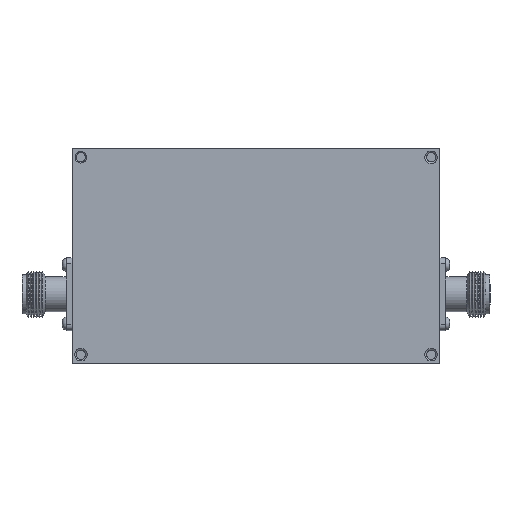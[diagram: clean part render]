
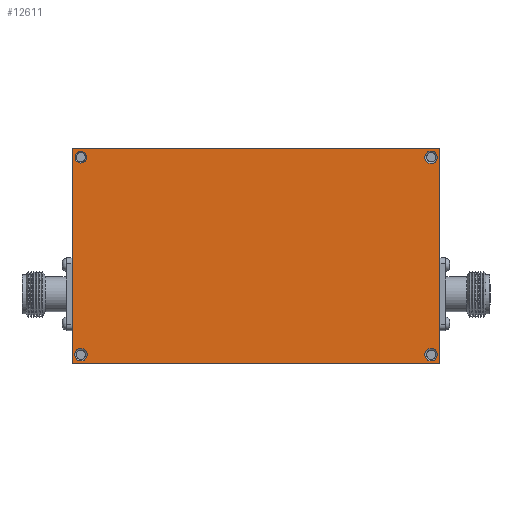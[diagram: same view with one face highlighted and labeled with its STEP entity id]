
A CAD part, front view. The second image highlights one B-rep face of the part: STEP entity #12611.
In plain terms, the highlighted planar face has unit normal (0, -1, 0).
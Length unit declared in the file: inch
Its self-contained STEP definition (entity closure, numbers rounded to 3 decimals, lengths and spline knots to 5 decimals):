
#93 = ORIENTED_EDGE ( 'NONE', *, *, #4566, .T. ) ;
#217 = ORIENTED_EDGE ( 'NONE', *, *, #15749, .T. ) ;
#440 = EDGE_CURVE ( 'NONE', #4240, #10625, #10746, .T. ) ;
#509 = DIRECTION ( 'NONE',  ( 0., 0., 1. ) ) ;
#529 = CARTESIAN_POINT ( 'NONE',  ( -2.36, -1.38, -1.33 ) ) ;
#689 = EDGE_CURVE ( 'NONE', #3868, #10105, #6448, .T. ) ;
#763 = CARTESIAN_POINT ( 'NONE',  ( -2.36, -1.38, 1.25258 ) ) ;
#1019 = VECTOR ( 'NONE', #6931, 39.37008 ) ;
#1211 = VERTEX_POINT ( 'NONE', #7457 ) ;
#1827 = CIRCLE ( 'NONE', #14377, 0.08371 ) ;
#1899 = FACE_OUTER_BOUND ( 'NONE', #15310, .T. ) ;
#2081 = DIRECTION ( 'NONE',  ( 0., 0., 1. ) ) ;
#2234 = CARTESIAN_POINT ( 'NONE',  ( 2.36, -1.38, -1.41371 ) ) ;
#2445 = AXIS2_PLACEMENT_3D ( 'NONE', #7408, #18040, #8952 ) ;
#2633 = EDGE_LOOP ( 'NONE', ( #16329, #8717 ) ) ;
#3868 = VERTEX_POINT ( 'NONE', #9575 ) ;
#3943 = VERTEX_POINT ( 'NONE', #12780 ) ;
#4038 = CARTESIAN_POINT ( 'NONE',  ( -2.48, -1.38, 1.455 ) ) ;
#4240 = VERTEX_POINT ( 'NONE', #7542 ) ;
#4566 = EDGE_CURVE ( 'NONE', #11290, #11506, #15250, .T. ) ;
#5017 = CARTESIAN_POINT ( 'NONE',  ( 2.36, -1.38, -1.24629 ) ) ;
#5397 = CARTESIAN_POINT ( 'NONE',  ( -2.48, -1.38, -1.455 ) ) ;
#5662 = CARTESIAN_POINT ( 'NONE',  ( 2.36, -1.38, -1.33 ) ) ;
#5817 = ORIENTED_EDGE ( 'NONE', *, *, #15047, .F. ) ;
#5893 = DIRECTION ( 'NONE',  ( 0., 0., 1. ) ) ;
#5942 = FACE_BOUND ( 'NONE', #10344, .T. ) ;
#6415 = EDGE_CURVE ( 'NONE', #17671, #4240, #11773, .T. ) ;
#6448 = CIRCLE ( 'NONE', #16400, 0.07742 ) ;
#6504 = CARTESIAN_POINT ( 'NONE',  ( 2.48, -1.38, -1.455 ) ) ;
#6725 = CIRCLE ( 'NONE', #19027, 0.08371 ) ;
#6821 = EDGE_CURVE ( 'NONE', #16074, #17671, #17211, .T. ) ;
#6931 = DIRECTION ( 'NONE',  ( -1., 0., 0. ) ) ;
#7189 = CARTESIAN_POINT ( 'NONE',  ( -2.36, -1.38, -1.33 ) ) ;
#7193 = DIRECTION ( 'NONE',  ( 0., 0., 1. ) ) ;
#7408 = CARTESIAN_POINT ( 'NONE',  ( 2.36, -1.38, -1.33 ) ) ;
#7457 = CARTESIAN_POINT ( 'NONE',  ( -2.36, -1.38, -1.24629 ) ) ;
#7505 = CARTESIAN_POINT ( 'NONE',  ( 0., -1.38, 0. ) ) ;
#7542 = CARTESIAN_POINT ( 'NONE',  ( -2.48, -1.38, 1.455 ) ) ;
#7660 = DIRECTION ( 'NONE',  ( 0., -1., 0. ) ) ;
#8013 = DIRECTION ( 'NONE',  ( 0., -1., 0. ) ) ;
#8091 = AXIS2_PLACEMENT_3D ( 'NONE', #529, #11192, #2081 ) ;
#8393 = CARTESIAN_POINT ( 'NONE',  ( 2.36, -1.38, 1.33 ) ) ;
#8418 = EDGE_CURVE ( 'NONE', #1211, #3943, #15251, .T. ) ;
#8419 = ORIENTED_EDGE ( 'NONE', *, *, #6415, .F. ) ;
#8467 = EDGE_LOOP ( 'NONE', ( #93, #11295 ) ) ;
#8616 = DIRECTION ( 'NONE',  ( 1., 0., 0. ) ) ;
#8717 = ORIENTED_EDGE ( 'NONE', *, *, #13075, .T. ) ;
#8735 = DIRECTION ( 'NONE',  ( 0., 0., 1. ) ) ;
#8952 = DIRECTION ( 'NONE',  ( 0., 0., 1. ) ) ;
#9027 = DIRECTION ( 'NONE',  ( 0., 0., -1. ) ) ;
#9575 = CARTESIAN_POINT ( 'NONE',  ( -2.36, -1.38, 1.40742 ) ) ;
#9645 = DIRECTION ( 'NONE',  ( 0., 1., 0. ) ) ;
#9735 = VECTOR ( 'NONE', #11105, 39.37008 ) ;
#9935 = DIRECTION ( 'NONE',  ( 0., 0., 1. ) ) ;
#9979 = ORIENTED_EDGE ( 'NONE', *, *, #689, .F. ) ;
#10105 = VERTEX_POINT ( 'NONE', #763 ) ;
#10344 = EDGE_LOOP ( 'NONE', ( #5817, #9979 ) ) ;
#10625 = VERTEX_POINT ( 'NONE', #18759 ) ;
#10666 = VERTEX_POINT ( 'NONE', #2234 ) ;
#10746 = LINE ( 'NONE', #4038, #14303 ) ;
#10953 = FACE_BOUND ( 'NONE', #2633, .T. ) ;
#11105 = DIRECTION ( 'NONE',  ( 0., 0., -1. ) ) ;
#11192 = DIRECTION ( 'NONE',  ( 0., 1., 0. ) ) ;
#11290 = VERTEX_POINT ( 'NONE', #13192 ) ;
#11295 = ORIENTED_EDGE ( 'NONE', *, *, #19696, .T. ) ;
#11366 = AXIS2_PLACEMENT_3D ( 'NONE', #7505, #18124, #9027 ) ;
#11449 = AXIS2_PLACEMENT_3D ( 'NONE', #5662, #16314, #7193 ) ;
#11506 = VERTEX_POINT ( 'NONE', #15272 ) ;
#11762 = AXIS2_PLACEMENT_3D ( 'NONE', #8393, #19025, #9935 ) ;
#11773 = LINE ( 'NONE', #15005, #16271 ) ;
#12073 = ORIENTED_EDGE ( 'NONE', *, *, #8418, .T. ) ;
#12611 = ADVANCED_FACE ( 'NONE', ( #10953, #14038, #14519, #5942, #1899 ), #15069, .T. ) ;
#12780 = CARTESIAN_POINT ( 'NONE',  ( -2.36, -1.38, -1.41371 ) ) ;
#13075 = EDGE_CURVE ( 'NONE', #14478, #10666, #19236, .T. ) ;
#13192 = CARTESIAN_POINT ( 'NONE',  ( 2.36, -1.38, 1.24629 ) ) ;
#13771 = LINE ( 'NONE', #6504, #9735 ) ;
#14038 = FACE_BOUND ( 'NONE', #8467, .T. ) ;
#14303 = VECTOR ( 'NONE', #8616, 39.37008 ) ;
#14377 = AXIS2_PLACEMENT_3D ( 'NONE', #18722, #9645, #509 ) ;
#14386 = ORIENTED_EDGE ( 'NONE', *, *, #17976, .F. ) ;
#14478 = VERTEX_POINT ( 'NONE', #5017 ) ;
#14519 = FACE_BOUND ( 'NONE', #15931, .T. ) ;
#15005 = CARTESIAN_POINT ( 'NONE',  ( -2.48, -1.38, -1.455 ) ) ;
#15047 = EDGE_CURVE ( 'NONE', #10105, #3868, #17940, .T. ) ;
#15069 = PLANE ( 'NONE',  #11366 ) ;
#15201 = ORIENTED_EDGE ( 'NONE', *, *, #6821, .F. ) ;
#15250 = CIRCLE ( 'NONE', #11762, 0.08371 ) ;
#15251 = CIRCLE ( 'NONE', #8091, 0.08371 ) ;
#15272 = CARTESIAN_POINT ( 'NONE',  ( 2.36, -1.38, 1.41371 ) ) ;
#15310 = EDGE_LOOP ( 'NONE', ( #15201, #14386, #17896, #8419 ) ) ;
#15749 = EDGE_CURVE ( 'NONE', #3943, #1211, #6725, .T. ) ;
#15931 = EDGE_LOOP ( 'NONE', ( #217, #12073 ) ) ;
#16074 = VERTEX_POINT ( 'NONE', #18597 ) ;
#16271 = VECTOR ( 'NONE', #5893, 39.37008 ) ;
#16314 = DIRECTION ( 'NONE',  ( 0., 1., 0. ) ) ;
#16329 = ORIENTED_EDGE ( 'NONE', *, *, #18776, .T. ) ;
#16400 = AXIS2_PLACEMENT_3D ( 'NONE', #16792, #7660, #18303 ) ;
#16792 = CARTESIAN_POINT ( 'NONE',  ( -2.36, -1.38, 1.33 ) ) ;
#17114 = AXIS2_PLACEMENT_3D ( 'NONE', #17130, #8013, #18644 ) ;
#17130 = CARTESIAN_POINT ( 'NONE',  ( -2.36, -1.38, 1.33 ) ) ;
#17211 = LINE ( 'NONE', #5397, #1019 ) ;
#17671 = VERTEX_POINT ( 'NONE', #18005 ) ;
#17834 = DIRECTION ( 'NONE',  ( 0., 1., 0. ) ) ;
#17896 = ORIENTED_EDGE ( 'NONE', *, *, #440, .F. ) ;
#17940 = CIRCLE ( 'NONE', #17114, 0.07742 ) ;
#17976 = EDGE_CURVE ( 'NONE', #10625, #16074, #13771, .T. ) ;
#18005 = CARTESIAN_POINT ( 'NONE',  ( -2.48, -1.38, -1.455 ) ) ;
#18040 = DIRECTION ( 'NONE',  ( 0., 1., 0. ) ) ;
#18124 = DIRECTION ( 'NONE',  ( 0., -1., 0. ) ) ;
#18303 = DIRECTION ( 'NONE',  ( 0., 0., -1. ) ) ;
#18500 = CIRCLE ( 'NONE', #11449, 0.08371 ) ;
#18597 = CARTESIAN_POINT ( 'NONE',  ( 2.48, -1.38, -1.455 ) ) ;
#18644 = DIRECTION ( 'NONE',  ( 0., 0., -1. ) ) ;
#18722 = CARTESIAN_POINT ( 'NONE',  ( 2.36, -1.38, 1.33 ) ) ;
#18759 = CARTESIAN_POINT ( 'NONE',  ( 2.48, -1.38, 1.455 ) ) ;
#18776 = EDGE_CURVE ( 'NONE', #10666, #14478, #18500, .T. ) ;
#19025 = DIRECTION ( 'NONE',  ( 0., 1., 0. ) ) ;
#19027 = AXIS2_PLACEMENT_3D ( 'NONE', #7189, #17834, #8735 ) ;
#19236 = CIRCLE ( 'NONE', #2445, 0.08371 ) ;
#19696 = EDGE_CURVE ( 'NONE', #11506, #11290, #1827, .T. ) ;
